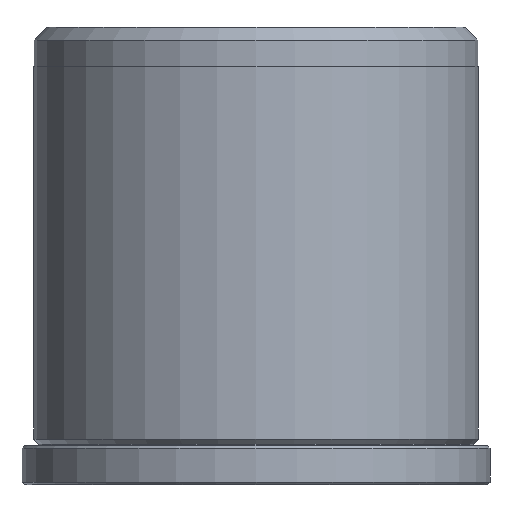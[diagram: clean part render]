
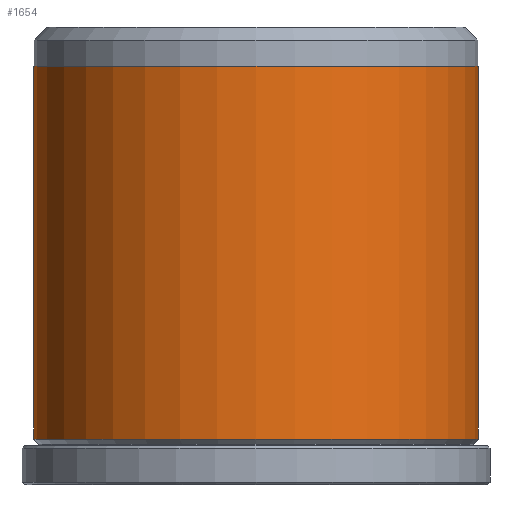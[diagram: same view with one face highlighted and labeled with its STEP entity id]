
A CAD part, front view. The second image highlights one B-rep face of the part: STEP entity #1654.
In plain terms, the highlighted cylindrical face has radius 17 mm (diameter 34 mm), a partial arc.
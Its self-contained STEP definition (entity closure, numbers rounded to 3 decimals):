
#146 = ORIENTED_EDGE ( 'NONE', *, *, #1718, .F. ) ;
#156 = CARTESIAN_POINT ( 'NONE',  ( 17., 0., 3.5 ) ) ;
#364 = EDGE_LOOP ( 'NONE', ( #146, #1523, #2442, #1495 ) ) ;
#530 = CARTESIAN_POINT ( 'NONE',  ( 0., 0., 32. ) ) ;
#565 = CARTESIAN_POINT ( 'NONE',  ( 0., 0., 3.5 ) ) ;
#586 = VERTEX_POINT ( 'NONE', #1755 ) ;
#629 = VECTOR ( 'NONE', #882, 1000. ) ;
#882 = DIRECTION ( 'NONE',  ( 0., 0., -1. ) ) ;
#1115 = VERTEX_POINT ( 'NONE', #2539 ) ;
#1441 = CIRCLE ( 'NONE', #2654, 17. ) ;
#1495 = ORIENTED_EDGE ( 'NONE', *, *, #1757, .F. ) ;
#1512 = VECTOR ( 'NONE', #1788, 1000. ) ;
#1523 = ORIENTED_EDGE ( 'NONE', *, *, #1753, .F. ) ;
#1529 = LINE ( 'NONE', #2970, #1512 ) ;
#1533 = CYLINDRICAL_SURFACE ( 'NONE', #2659, 17. ) ;
#1565 = FACE_OUTER_BOUND ( 'NONE', #364, .T. ) ;
#1654 = ADVANCED_FACE ( 'NONE', ( #1565 ), #1533, .T. ) ;
#1675 = VERTEX_POINT ( 'NONE', #156 ) ;
#1718 = EDGE_CURVE ( 'NONE', #586, #1675, #1529, .T. ) ;
#1736 = EDGE_CURVE ( 'NONE', #1115, #2653, #2387, .T. ) ;
#1753 = EDGE_CURVE ( 'NONE', #1115, #586, #2166, .T. ) ;
#1755 = CARTESIAN_POINT ( 'NONE',  ( 17., 0., 32. ) ) ;
#1757 = EDGE_CURVE ( 'NONE', #1675, #2653, #1441, .T. ) ;
#1788 = DIRECTION ( 'NONE',  ( 0., 0., -1. ) ) ;
#2166 = CIRCLE ( 'NONE', #2651, 17. ) ;
#2256 = CARTESIAN_POINT ( 'NONE',  ( -17., 0., 3.5 ) ) ;
#2384 = DIRECTION ( 'NONE',  ( 1., 0., 0. ) ) ;
#2387 = LINE ( 'NONE', #2739, #629 ) ;
#2404 = DIRECTION ( 'NONE',  ( 0., 0., 1. ) ) ;
#2442 = ORIENTED_EDGE ( 'NONE', *, *, #1736, .T. ) ;
#2539 = CARTESIAN_POINT ( 'NONE',  ( -17., 0., 32. ) ) ;
#2594 = DIRECTION ( 'NONE',  ( 0., 0., -1. ) ) ;
#2631 = DIRECTION ( 'NONE',  ( 0., 0., -1. ) ) ;
#2651 = AXIS2_PLACEMENT_3D ( 'NONE', #530, #2404, #2384 ) ;
#2653 = VERTEX_POINT ( 'NONE', #2256 ) ;
#2654 = AXIS2_PLACEMENT_3D ( 'NONE', #565, #2631, #2829 ) ;
#2659 = AXIS2_PLACEMENT_3D ( 'NONE', #2878, #2594, #2909 ) ;
#2739 = CARTESIAN_POINT ( 'NONE',  ( -17., 0., 35. ) ) ;
#2829 = DIRECTION ( 'NONE',  ( -1., 0., 0. ) ) ;
#2878 = CARTESIAN_POINT ( 'NONE',  ( 0., 0., 35. ) ) ;
#2909 = DIRECTION ( 'NONE',  ( -1., 0., 0. ) ) ;
#2970 = CARTESIAN_POINT ( 'NONE',  ( 17., 0., 35. ) ) ;
